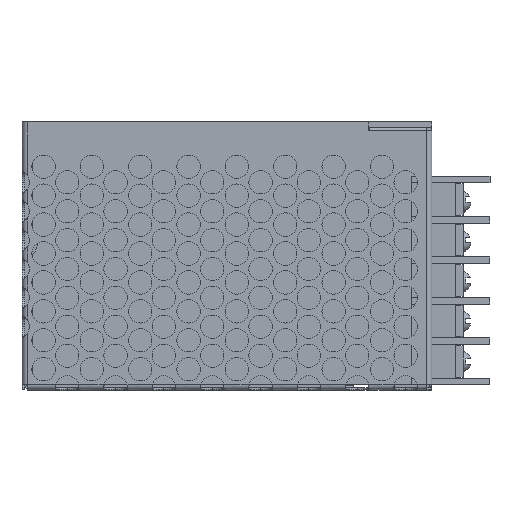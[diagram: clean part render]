
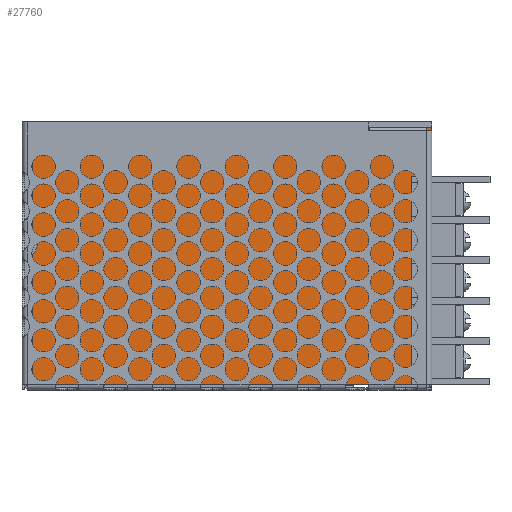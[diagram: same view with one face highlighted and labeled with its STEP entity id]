
A CAD part, top view. The second image highlights one B-rep face of the part: STEP entity #27760.
In plain terms, the highlighted planar face has unit normal (0, 0, 1).
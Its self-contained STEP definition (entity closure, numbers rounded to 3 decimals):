
#968 = VERTEX_POINT ( 'NONE', #36727 ) ;
#3241 = DIRECTION ( 'NONE',  ( 0., 0., 1. ) ) ;
#4678 = CARTESIAN_POINT ( 'NONE',  ( 24.5, 38., 1.5 ) ) ;
#5088 = VERTEX_POINT ( 'NONE', #37903 ) ;
#5230 = VECTOR ( 'NONE', #26777, 1000. ) ;
#6470 = CARTESIAN_POINT ( 'NONE',  ( 24.5, 38., 1.5 ) ) ;
#7873 = FACE_OUTER_BOUND ( 'NONE', #31008, .T. ) ;
#8454 = PLANE ( 'NONE',  #19081 ) ;
#8594 = VERTEX_POINT ( 'NONE', #6470 ) ;
#8786 = EDGE_CURVE ( 'NONE', #12140, #5088, #36580, .T. ) ;
#10434 = LINE ( 'NONE', #4678, #26909 ) ;
#10761 = ORIENTED_EDGE ( 'NONE', *, *, #17826, .T. ) ;
#12140 = VERTEX_POINT ( 'NONE', #15280 ) ;
#12685 = CARTESIAN_POINT ( 'NONE',  ( 24.5, -38., 1.5 ) ) ;
#12794 = DIRECTION ( 'NONE',  ( 1., 0., 0. ) ) ;
#12876 = LINE ( 'NONE', #12685, #26771 ) ;
#13503 = DIRECTION ( 'NONE',  ( -1., 0., 0. ) ) ;
#15280 = CARTESIAN_POINT ( 'NONE',  ( -24.5, -38., 1.5 ) ) ;
#17826 = EDGE_CURVE ( 'NONE', #8594, #968, #10434, .T. ) ;
#18174 = CARTESIAN_POINT ( 'NONE',  ( -24.5, -38., 1.5 ) ) ;
#19027 = DIRECTION ( 'NONE',  ( 0., 1., 0. ) ) ;
#19081 = AXIS2_PLACEMENT_3D ( 'NONE', #26645, #3241, #20351 ) ;
#20351 = DIRECTION ( 'NONE',  ( 1., 0., 0. ) ) ;
#21226 = LINE ( 'NONE', #18174, #5230 ) ;
#22028 = ORIENTED_EDGE ( 'NONE', *, *, #25093, .T. ) ;
#22343 = ORIENTED_EDGE ( 'NONE', *, *, #8786, .T. ) ;
#25093 = EDGE_CURVE ( 'NONE', #968, #12140, #21226, .T. ) ;
#26645 = CARTESIAN_POINT ( 'NONE',  ( 0., 0., 1.5 ) ) ;
#26771 = VECTOR ( 'NONE', #19027, 1000. ) ;
#26777 = DIRECTION ( 'NONE',  ( 0., -1., 0. ) ) ;
#26909 = VECTOR ( 'NONE', #13503, 1000. ) ;
#27744 = CARTESIAN_POINT ( 'NONE',  ( 24.5, -38., 1.5 ) ) ;
#27760 = ADVANCED_FACE ( 'NONE', ( #7873 ), #8454, .T. ) ;
#31008 = EDGE_LOOP ( 'NONE', ( #22028, #22343, #37632, #10761 ) ) ;
#32974 = VECTOR ( 'NONE', #12794, 1000. ) ;
#33992 = EDGE_CURVE ( 'NONE', #5088, #8594, #12876, .T. ) ;
#36580 = LINE ( 'NONE', #27744, #32974 ) ;
#36727 = CARTESIAN_POINT ( 'NONE',  ( -24.5, 38., 1.5 ) ) ;
#37632 = ORIENTED_EDGE ( 'NONE', *, *, #33992, .T. ) ;
#37903 = CARTESIAN_POINT ( 'NONE',  ( 24.5, -38., 1.5 ) ) ;
